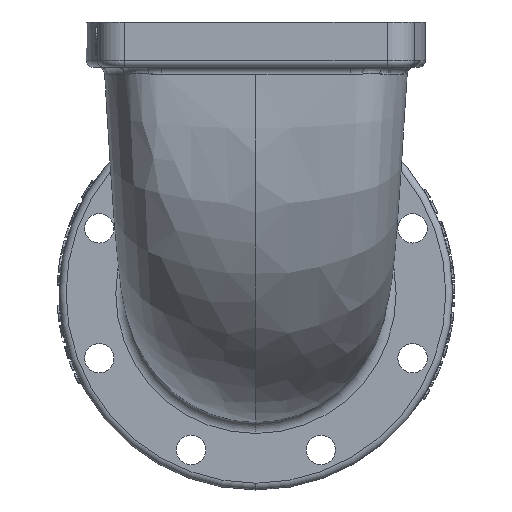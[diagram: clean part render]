
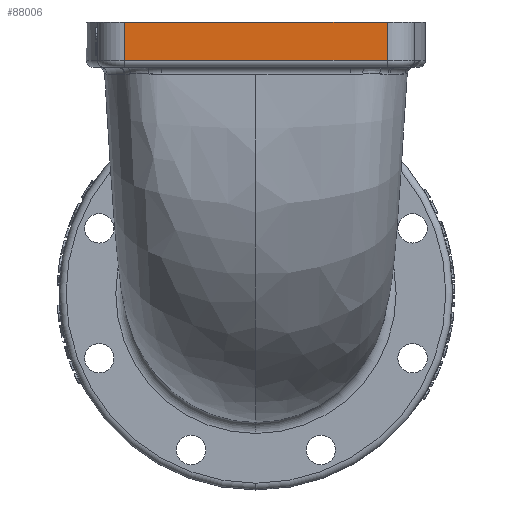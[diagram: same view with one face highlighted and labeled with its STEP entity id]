
A CAD part, front view. The second image highlights one B-rep face of the part: STEP entity #88006.
In plain terms, the highlighted planar face has unit normal (0, -1, 0).
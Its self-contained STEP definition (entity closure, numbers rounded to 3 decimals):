
#1602 = FACE_OUTER_BOUND ( 'NONE', #45798, .T. ) ;
#3390 = ORIENTED_EDGE ( 'NONE', *, *, #22939, .F. ) ;
#3392 = ORIENTED_EDGE ( 'NONE', *, *, #22937, .T. ) ;
#3393 = ORIENTED_EDGE ( 'NONE', *, *, #22932, .T. ) ;
#3394 = ORIENTED_EDGE ( 'NONE', *, *, #22941, .T. ) ;
#13268 = CARTESIAN_POINT ( 'NONE',  ( 58., -70., -17. ) ) ;
#22932 = EDGE_CURVE ( 'NONE', #84544, #84346, #59181, .T. ) ;
#22937 = EDGE_CURVE ( 'NONE', #84346, #84293, #59186, .T. ) ;
#22939 = EDGE_CURVE ( 'NONE', #84292, #84293, #59170, .T. ) ;
#22941 = EDGE_CURVE ( 'NONE', #84292, #84544, #59173, .T. ) ;
#45798 = EDGE_LOOP ( 'NONE', ( #3393, #3392, #3390, #3394 ) ) ;
#59165 = VECTOR ( 'NONE', #68598, 1000. ) ;
#59167 = VECTOR ( 'NONE', #68600, 1000. ) ;
#59170 = LINE ( 'NONE', #68601, #59167 ) ;
#59173 = LINE ( 'NONE', #68611, #59165 ) ;
#59179 = VECTOR ( 'NONE', #68608, 1000. ) ;
#59181 = LINE ( 'NONE', #68609, #59179 ) ;
#59186 = LINE ( 'NONE', #68604, #59239 ) ;
#59239 = VECTOR ( 'NONE', #68603, 1000. ) ;
#59592 = DIRECTION ( 'NONE',  ( 0., 0., 1. ) ) ;
#59594 = DIRECTION ( 'NONE',  ( 0., 1., 0. ) ) ;
#59610 = PLANE ( 'NONE',  #78382 ) ;
#59612 = CARTESIAN_POINT ( 'NONE',  ( 58., -70., -20. ) ) ;
#68598 = DIRECTION ( 'NONE',  ( 1., 0., 0. ) ) ;
#68600 = DIRECTION ( 'NONE',  ( 0., 0., 1. ) ) ;
#68601 = CARTESIAN_POINT ( 'NONE',  ( -58., -70., -20. ) ) ;
#68603 = DIRECTION ( 'NONE',  ( -1., 0., 0. ) ) ;
#68604 = CARTESIAN_POINT ( 'NONE',  ( 58., -70., 0. ) ) ;
#68608 = DIRECTION ( 'NONE',  ( 0., 0., 1. ) ) ;
#68609 = CARTESIAN_POINT ( 'NONE',  ( 58., -70., -20. ) ) ;
#68611 = CARTESIAN_POINT ( 'NONE',  ( 58., -70., -17. ) ) ;
#78382 = AXIS2_PLACEMENT_3D ( 'NONE', #59612, #59594, #59592 ) ;
#81132 = CARTESIAN_POINT ( 'NONE',  ( 58., -70., 0. ) ) ;
#81188 = CARTESIAN_POINT ( 'NONE',  ( -58., -70., 0. ) ) ;
#81189 = CARTESIAN_POINT ( 'NONE',  ( -58., -70., -17. ) ) ;
#84292 = VERTEX_POINT ( 'NONE', #81189 ) ;
#84293 = VERTEX_POINT ( 'NONE', #81188 ) ;
#84346 = VERTEX_POINT ( 'NONE', #81132 ) ;
#84544 = VERTEX_POINT ( 'NONE', #13268 ) ;
#88006 = ADVANCED_FACE ( 'NONE', ( #1602 ), #59610, .F. ) ;
